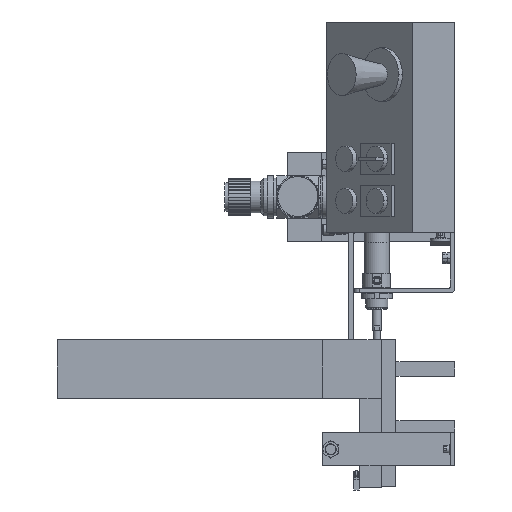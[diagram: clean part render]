
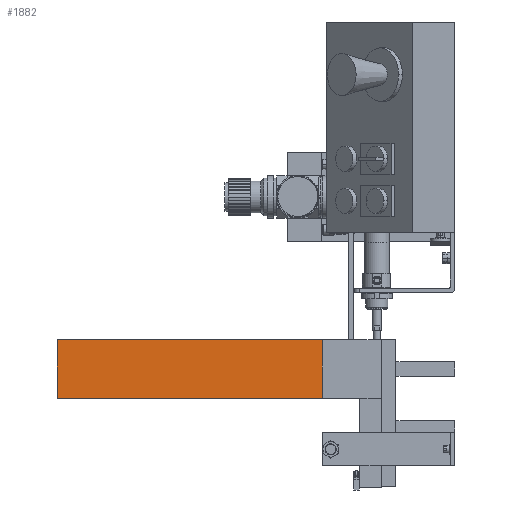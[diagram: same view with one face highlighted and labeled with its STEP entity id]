
A CAD part, front view. The second image highlights one B-rep face of the part: STEP entity #1882.
In plain terms, the highlighted face is planar.
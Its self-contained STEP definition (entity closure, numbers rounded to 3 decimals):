
#417=DIRECTION('',(0.,1.,0.));
#418=VECTOR('',#417,252.);
#419=CARTESIAN_POINT('',(-77.,126.,-35.));
#420=LINE('',#419,#418);
#614=DIRECTION('',(0.,0.,-1.));
#615=VECTOR('',#614,56.);
#616=CARTESIAN_POINT('',(-77.,378.,-35.));
#617=LINE('',#616,#615);
#634=DIRECTION('',(0.,1.,0.));
#635=VECTOR('',#634,252.);
#636=CARTESIAN_POINT('',(-77.,126.,-91.));
#637=LINE('',#636,#635);
#638=DIRECTION('',(0.,0.,-1.));
#639=VECTOR('',#638,3.5);
#640=CARTESIAN_POINT('',(-77.,126.,-87.5));
#641=LINE('',#640,#639);
#642=DIRECTION('',(0.,0.,1.));
#643=VECTOR('',#642,1.75);
#644=CARTESIAN_POINT('',(-77.,126.,-87.5));
#645=LINE('',#644,#643);
#646=DIRECTION('',(0.,0.,-1.));
#647=VECTOR('',#646,50.75);
#648=CARTESIAN_POINT('',(-77.,126.,-35.));
#649=LINE('',#648,#647);
#1367=CARTESIAN_POINT('',(-77.,378.,-91.));
#1368=VERTEX_POINT('',#1367);
#1369=CARTESIAN_POINT('',(-77.,126.,-91.));
#1370=VERTEX_POINT('',#1369);
#1409=CARTESIAN_POINT('',(-77.,126.,-87.5));
#1410=VERTEX_POINT('',#1409);
#1411=CARTESIAN_POINT('',(-77.,126.,-35.));
#1412=CARTESIAN_POINT('',(-77.,126.,-85.75));
#1413=VERTEX_POINT('',#1411);
#1414=VERTEX_POINT('',#1412);
#1415=CARTESIAN_POINT('',(-77.,378.,-35.));
#1416=VERTEX_POINT('',#1415);
#1866=CARTESIAN_POINT('',(-77.,252.,-63.));
#1867=DIRECTION('',(1.,0.,0.));
#1868=DIRECTION('',(0.,1.,0.));
#1869=AXIS2_PLACEMENT_3D('',#1866,#1867,#1868);
#1870=PLANE('',#1869);
#1871=ORIENTED_EDGE('',*,*,#1851,.T.);
#1872=ORIENTED_EDGE('',*,*,#1746,.F.);
#1874=ORIENTED_EDGE('',*,*,#1873,.F.);
#1876=ORIENTED_EDGE('',*,*,#1875,.T.);
#1878=ORIENTED_EDGE('',*,*,#1877,.F.);
#1879=ORIENTED_EDGE('',*,*,#1558,.T.);
#1880=EDGE_LOOP('',(#1871,#1872,#1874,#1876,#1878,#1879));
#1881=FACE_OUTER_BOUND('',#1880,.F.);
#1882=ADVANCED_FACE('',(#1881),#1870,.T.);
#1558=EDGE_CURVE('',#1413,#1416,#420,.T.);
#1746=EDGE_CURVE('',#1370,#1368,#637,.T.);
#1851=EDGE_CURVE('',#1416,#1368,#617,.T.);
#1873=EDGE_CURVE('',#1410,#1370,#641,.T.);
#1875=EDGE_CURVE('',#1410,#1414,#645,.T.);
#1877=EDGE_CURVE('',#1413,#1414,#649,.T.);
